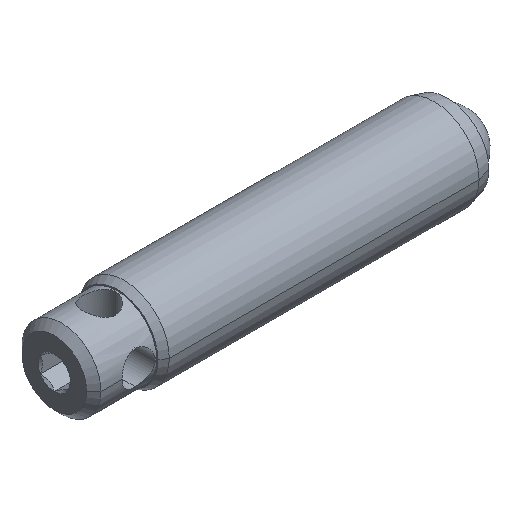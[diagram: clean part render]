
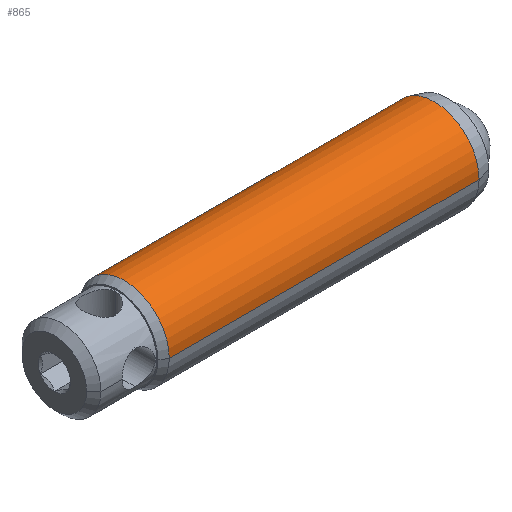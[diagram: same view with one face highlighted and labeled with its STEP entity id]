
A CAD part, isometric view. The second image highlights one B-rep face of the part: STEP entity #865.
In plain terms, the highlighted cylindrical face has radius 3.175 mm (diameter 6.35 mm), a partial arc.
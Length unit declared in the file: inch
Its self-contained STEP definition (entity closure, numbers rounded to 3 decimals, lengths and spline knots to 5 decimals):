
#77 = DIRECTION ( 'NONE',  ( 0., 1., 0. ) ) ;
#96 = VERTEX_POINT ( 'NONE', #1518 ) ;
#127 = DIRECTION ( 'NONE',  ( 1., 0., 0. ) ) ;
#183 = VECTOR ( 'NONE', #789, 39.37008 ) ;
#201 = ORIENTED_EDGE ( 'NONE', *, *, #1631, .F. ) ;
#216 = CARTESIAN_POINT ( 'NONE',  ( 0.72018, -0.125, 0. ) ) ;
#245 = CYLINDRICAL_SURFACE ( 'NONE', #1812, 0.125 ) ;
#426 = CARTESIAN_POINT ( 'NONE',  ( -0.1425, -0.125, 0. ) ) ;
#553 = CIRCLE ( 'NONE', #1018, 0.125 ) ;
#601 = VECTOR ( 'NONE', #127, 39.37008 ) ;
#706 = ORIENTED_EDGE ( 'NONE', *, *, #1298, .T. ) ;
#749 = CARTESIAN_POINT ( 'NONE',  ( -0.1425, 0., 0. ) ) ;
#759 = DIRECTION ( 'NONE',  ( 1., 0., 0. ) ) ;
#789 = DIRECTION ( 'NONE',  ( 1., 0., 0. ) ) ;
#859 = EDGE_CURVE ( 'NONE', #96, #1790, #553, .T. ) ;
#865 = ADVANCED_FACE ( 'NONE', ( #915 ), #245, .T. ) ;
#915 = FACE_OUTER_BOUND ( 'NONE', #959, .T. ) ;
#921 = DIRECTION ( 'NONE',  ( 0., 1., 0. ) ) ;
#931 = CARTESIAN_POINT ( 'NONE',  ( 0.61117, 0., 0. ) ) ;
#959 = EDGE_LOOP ( 'NONE', ( #706, #1379, #1580, #201 ) ) ;
#968 = CARTESIAN_POINT ( 'NONE',  ( -0.1425, 0.125, 0. ) ) ;
#1018 = AXIS2_PLACEMENT_3D ( 'NONE', #2115, #1104, #77 ) ;
#1104 = DIRECTION ( 'NONE',  ( 1., 0., 0. ) ) ;
#1225 = AXIS2_PLACEMENT_3D ( 'NONE', #749, #1937, #921 ) ;
#1298 = EDGE_CURVE ( 'NONE', #1586, #1557, #1626, .T. ) ;
#1301 = CARTESIAN_POINT ( 'NONE',  ( 0.61117, 0.125, 0. ) ) ;
#1379 = ORIENTED_EDGE ( 'NONE', *, *, #1504, .T. ) ;
#1480 = LINE ( 'NONE', #1301, #601 ) ;
#1504 = EDGE_CURVE ( 'NONE', #1557, #1790, #1997, .T. ) ;
#1518 = CARTESIAN_POINT ( 'NONE',  ( 0.72018, 0.125, 0. ) ) ;
#1557 = VERTEX_POINT ( 'NONE', #426 ) ;
#1580 = ORIENTED_EDGE ( 'NONE', *, *, #859, .F. ) ;
#1586 = VERTEX_POINT ( 'NONE', #968 ) ;
#1626 = CIRCLE ( 'NONE', #1225, 0.125 ) ;
#1631 = EDGE_CURVE ( 'NONE', #1586, #96, #1480, .T. ) ;
#1790 = VERTEX_POINT ( 'NONE', #216 ) ;
#1796 = CARTESIAN_POINT ( 'NONE',  ( 0.61117, -0.125, 0. ) ) ;
#1812 = AXIS2_PLACEMENT_3D ( 'NONE', #931, #759, #1952 ) ;
#1937 = DIRECTION ( 'NONE',  ( 1., 0., 0. ) ) ;
#1952 = DIRECTION ( 'NONE',  ( 0., 1., 0. ) ) ;
#1997 = LINE ( 'NONE', #1796, #183 ) ;
#2115 = CARTESIAN_POINT ( 'NONE',  ( 0.72018, 0., 0. ) ) ;
